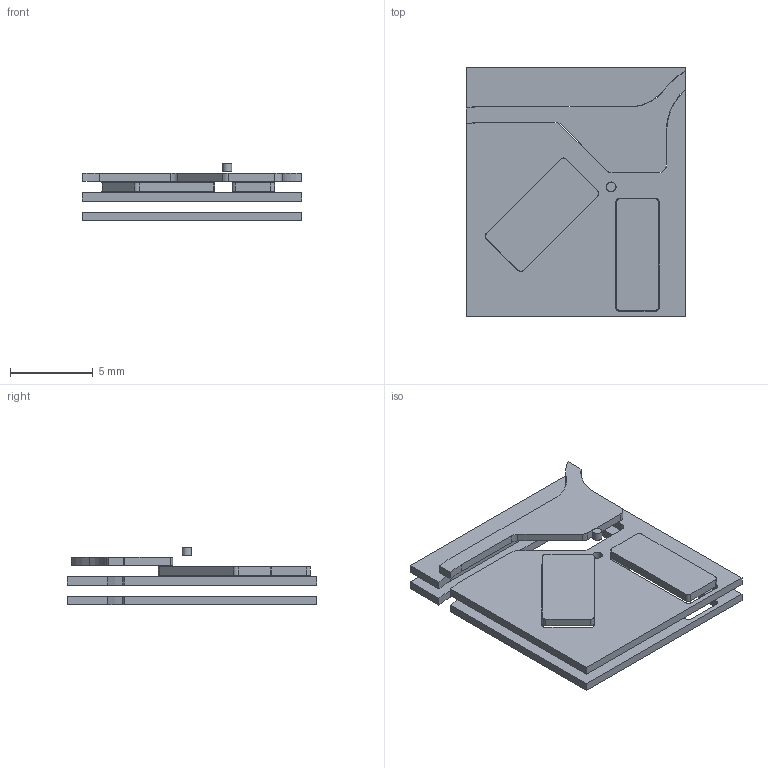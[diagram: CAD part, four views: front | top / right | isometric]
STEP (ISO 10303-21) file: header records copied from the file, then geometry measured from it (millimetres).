
FILE_DESCRIPTION(('FreeCAD Model'),'2;1');
FILE_NAME('Open CASCADE Shape Model','2026-01-02T17:27:11',(''),(''), 'Open CASCADE STEP processor 7.8','FreeCAD','Unknown');
FILE_SCHEMA(('AP242_MANAGED_MODEL_BASED_3D_ENGINEERING_MIM_LF. {1 0 10303 442 1 1 4 }'));
Length unit declared in the file: millimetre
Products named in the file (6): Test_ASSY_OpenRadioss_PM7T1C_20260102; Die1_001; Stripper1_001; Rectangle1_001; Trim1_001; hole1_001
Assembly tree (5 placements, depth 2):
  Test_ASSY_OpenRadioss_PM7T1C_20260102
    Die1_001
    Stripper1_001
    Rectangle1_001
    Trim1_001
    hole1_001
Bounding box: 13.3 x 15.12 x 3.5 mm (x, y, z)
Volume: 165.3 mm3; surface area: 825.5 mm2
Topology: 8 solids, 8 shells, 123 faces, 321 edges, 214 vertices
Faces by surface type: plane 69, cylinder 54
Full cylindrical faces by diameter (mm): 0.56 x1, 0.6 x2
Entity records: 3965 total; most frequent: DIRECTION 687, CARTESIAN_POINT 664, ORIENTED_EDGE 642, EDGE_CURVE 321, AXIS2_PLACEMENT_3D 237, VERTEX_POINT 214, LINE 213, VECTOR 213
